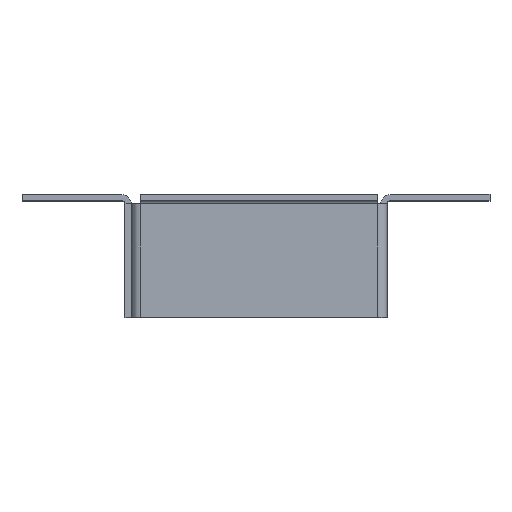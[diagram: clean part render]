
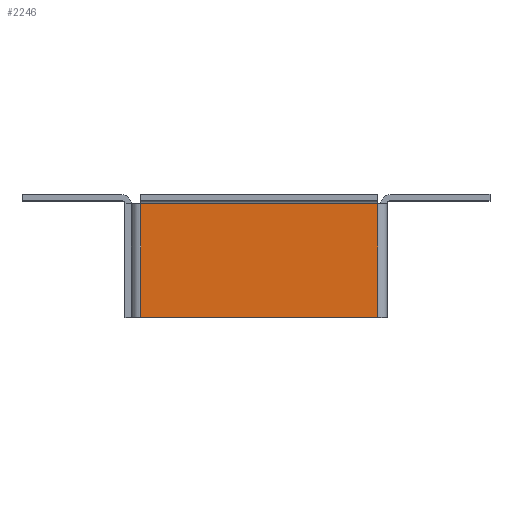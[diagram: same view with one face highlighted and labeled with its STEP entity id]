
A CAD part, top view. The second image highlights one B-rep face of the part: STEP entity #2246.
In plain terms, the highlighted planar face has unit normal (0, 0, 1).
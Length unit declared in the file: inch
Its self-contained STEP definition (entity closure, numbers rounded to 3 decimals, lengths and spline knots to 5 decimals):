
#38 = EDGE_CURVE ( 'NONE', #1605, #673, #201, .T. ) ;
#101 = DIRECTION ( 'NONE',  ( -1., 0., 0. ) ) ;
#201 = LINE ( 'NONE', #583, #1370 ) ;
#268 = DIRECTION ( 'NONE',  ( 0., 0., -1. ) ) ;
#327 = DIRECTION ( 'NONE',  ( 0., 1., 0. ) ) ;
#352 = VECTOR ( 'NONE', #963, 39.37008 ) ;
#375 = CARTESIAN_POINT ( 'NONE',  ( 1.114, 0.5195, 1.2 ) ) ;
#430 = LINE ( 'NONE', #1138, #352 ) ;
#456 = ORIENTED_EDGE ( 'NONE', *, *, #1154, .F. ) ;
#478 = EDGE_CURVE ( 'NONE', #2211, #673, #2115, .T. ) ;
#493 = CARTESIAN_POINT ( 'NONE',  ( -1.05699, 0.5195, 1.2 ) ) ;
#502 = CARTESIAN_POINT ( 'NONE',  ( -1.05699, -0.5195, 1.2 ) ) ;
#505 = EDGE_LOOP ( 'NONE', ( #1019, #456, #1140, #1076 ) ) ;
#583 = CARTESIAN_POINT ( 'NONE',  ( -1.14299, -0.5195, 1.2 ) ) ;
#621 = CARTESIAN_POINT ( 'NONE',  ( -1.14299, 0.5195, 1.2 ) ) ;
#673 = VERTEX_POINT ( 'NONE', #1483 ) ;
#937 = VECTOR ( 'NONE', #2127, 39.37008 ) ;
#963 = DIRECTION ( 'NONE',  ( 1., 0., 0. ) ) ;
#1019 = ORIENTED_EDGE ( 'NONE', *, *, #478, .F. ) ;
#1076 = ORIENTED_EDGE ( 'NONE', *, *, #38, .T. ) ;
#1101 = DIRECTION ( 'NONE',  ( 1., 0., 0. ) ) ;
#1138 = CARTESIAN_POINT ( 'NONE',  ( -1.14299, 0.5195, 1.2 ) ) ;
#1140 = ORIENTED_EDGE ( 'NONE', *, *, #1226, .F. ) ;
#1154 = EDGE_CURVE ( 'NONE', #1911, #2211, #430, .T. ) ;
#1226 = EDGE_CURVE ( 'NONE', #1605, #1911, #1716, .T. ) ;
#1318 = PLANE ( 'NONE',  #1380 ) ;
#1370 = VECTOR ( 'NONE', #1101, 39.37008 ) ;
#1380 = AXIS2_PLACEMENT_3D ( 'NONE', #621, #268, #101 ) ;
#1437 = VECTOR ( 'NONE', #327, 39.37008 ) ;
#1451 = CARTESIAN_POINT ( 'NONE',  ( 1.114, 0.5195, 1.2 ) ) ;
#1483 = CARTESIAN_POINT ( 'NONE',  ( 1.114, -0.5195, 1.2 ) ) ;
#1484 = CARTESIAN_POINT ( 'NONE',  ( -1.05699, 0.5195, 1.2 ) ) ;
#1605 = VERTEX_POINT ( 'NONE', #502 ) ;
#1716 = LINE ( 'NONE', #493, #1437 ) ;
#1911 = VERTEX_POINT ( 'NONE', #1484 ) ;
#2115 = LINE ( 'NONE', #1451, #937 ) ;
#2127 = DIRECTION ( 'NONE',  ( 0., -1., 0. ) ) ;
#2188 = FACE_OUTER_BOUND ( 'NONE', #505, .T. ) ;
#2211 = VERTEX_POINT ( 'NONE', #375 ) ;
#2246 = ADVANCED_FACE ( 'NONE', ( #2188 ), #1318, .F. ) ;
